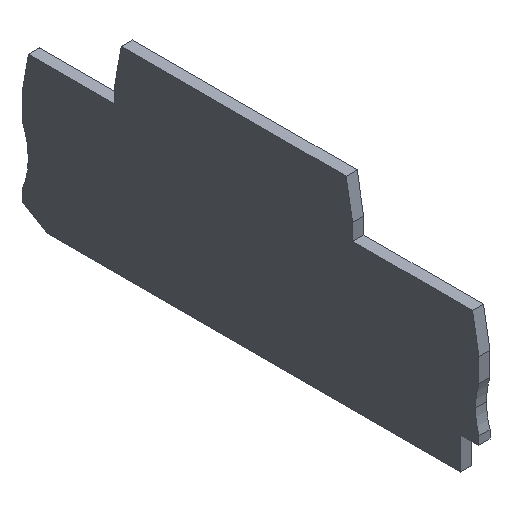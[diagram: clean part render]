
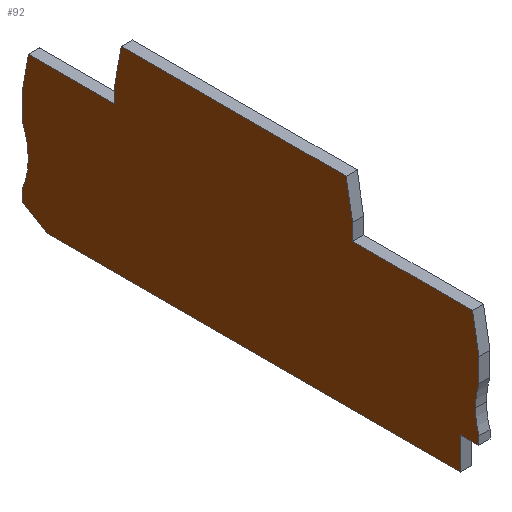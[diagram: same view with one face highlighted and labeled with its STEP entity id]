
A CAD part, isometric view. The second image highlights one B-rep face of the part: STEP entity #92.
In plain terms, the highlighted planar face has unit normal (-1, 0, 0).
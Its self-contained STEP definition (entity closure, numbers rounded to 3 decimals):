
#92=ADVANCED_FACE('',(#178),#179,.T.);
#178=FACE_OUTER_BOUND('',#255,.T.);
#179=PLANE('',#256);
#255=EDGE_LOOP('',(#453,#454,#455,#456,#457,#458,#459,#460,#461,#462,#463,#464,#465,#466,#467,#468,#469,#470,#471,#472,#473));
#256=AXIS2_PLACEMENT_3D('',#474,#475,#476);
#453=ORIENTED_EDGE('',*,*,#549,.T.);
#454=ORIENTED_EDGE('',*,*,#538,.T.);
#455=ORIENTED_EDGE('',*,*,#531,.T.);
#456=ORIENTED_EDGE('',*,*,#524,.T.);
#457=ORIENTED_EDGE('',*,*,#516,.T.);
#458=ORIENTED_EDGE('',*,*,#506,.T.);
#459=ORIENTED_EDGE('',*,*,#498,.F.);
#460=ORIENTED_EDGE('',*,*,#487,.F.);
#461=ORIENTED_EDGE('',*,*,#491,.T.);
#462=ORIENTED_EDGE('',*,*,#510,.T.);
#463=ORIENTED_EDGE('',*,*,#520,.T.);
#464=ORIENTED_EDGE('',*,*,#526,.T.);
#465=ORIENTED_EDGE('',*,*,#502,.T.);
#466=ORIENTED_EDGE('',*,*,#493,.T.);
#467=ORIENTED_EDGE('',*,*,#551,.T.);
#468=ORIENTED_EDGE('',*,*,#545,.T.);
#469=ORIENTED_EDGE('',*,*,#557,.T.);
#470=ORIENTED_EDGE('',*,*,#536,.T.);
#471=ORIENTED_EDGE('',*,*,#560,.T.);
#472=ORIENTED_EDGE('',*,*,#480,.T.);
#473=ORIENTED_EDGE('',*,*,#555,.T.);
#474=CARTESIAN_POINT('',(0.0,59.749,39.016));
#475=DIRECTION('',(-1.0,0.,0.));
#476=DIRECTION('',(0.,0.,-1.0));
#480=EDGE_CURVE('',#569,#566,#570,.T.);
#487=EDGE_CURVE('',#580,#576,#582,.T.);
#491=EDGE_CURVE('',#580,#586,#588,.T.);
#493=EDGE_CURVE('',#590,#591,#592,.T.);
#498=EDGE_CURVE('',#576,#599,#600,.T.);
#502=EDGE_CURVE('',#605,#590,#606,.T.);
#506=EDGE_CURVE('',#611,#599,#612,.T.);
#510=EDGE_CURVE('',#586,#617,#618,.T.);
#516=EDGE_CURVE('',#624,#611,#627,.T.);
#520=EDGE_CURVE('',#617,#631,#633,.T.);
#524=EDGE_CURVE('',#636,#624,#639,.T.);
#526=EDGE_CURVE('',#631,#605,#641,.T.);
#531=EDGE_CURVE('',#645,#636,#648,.T.);
#536=EDGE_CURVE('',#651,#655,#657,.T.);
#538=EDGE_CURVE('',#659,#645,#660,.T.);
#545=EDGE_CURVE('',#666,#670,#672,.T.);
#549=EDGE_CURVE('',#675,#659,#678,.T.);
#551=EDGE_CURVE('',#591,#666,#680,.T.);
#555=EDGE_CURVE('',#566,#675,#684,.T.);
#557=EDGE_CURVE('',#670,#651,#686,.T.);
#560=EDGE_CURVE('',#655,#569,#689,.T.);
#566=VERTEX_POINT('',#695);
#569=VERTEX_POINT('',#699);
#570=CIRCLE('',#700,15.0);
#576=VERTEX_POINT('',#707);
#580=VERTEX_POINT('',#712);
#582=CIRCLE('',#715,15.0);
#586=VERTEX_POINT('',#720);
#588=LINE('',#723,#724);
#590=VERTEX_POINT('',#726);
#591=VERTEX_POINT('',#727);
#592=LINE('',#728,#729);
#599=VERTEX_POINT('',#739);
#600=CIRCLE('',#740,15.0);
#605=VERTEX_POINT('',#746);
#606=LINE('',#747,#748);
#611=VERTEX_POINT('',#755);
#612=LINE('',#756,#757);
#617=VERTEX_POINT('',#764);
#618=LINE('',#765,#766);
#624=VERTEX_POINT('',#774);
#627=LINE('',#779,#780);
#631=VERTEX_POINT('',#785);
#633=LINE('',#788,#789);
#636=VERTEX_POINT('',#792);
#639=LINE('',#797,#798);
#641=LINE('',#800,#801);
#645=VERTEX_POINT('',#806);
#648=LINE('',#811,#812);
#651=VERTEX_POINT('',#815);
#655=VERTEX_POINT('',#821);
#657=LINE('',#824,#825);
#659=VERTEX_POINT('',#827);
#660=LINE('',#828,#829);
#666=VERTEX_POINT('',#837);
#670=VERTEX_POINT('',#843);
#672=LINE('',#846,#847);
#675=VERTEX_POINT('',#850);
#678=LINE('',#855,#856);
#680=LINE('',#858,#859);
#684=CIRCLE('',#864,15.0);
#686=LINE('',#866,#867);
#689=LINE('',#871,#872);
#695=CARTESIAN_POINT('',(0.,89.898,11.));
#699=CARTESIAN_POINT('',(0.0,91.15,17.));
#700=AXIS2_PLACEMENT_3D('',#879,#880,#881);
#707=CARTESIAN_POINT('',(0.,0.691,12.5));
#712=CARTESIAN_POINT('',(0.0,0.,17.));
#715=AXIS2_PLACEMENT_3D('',#891,#892,#893);
#720=CARTESIAN_POINT('',(0.0,0.,21.7));
#723=CARTESIAN_POINT('',(0.0,0.,38.2));
#724=VECTOR('',#896,1.0);
#726=CARTESIAN_POINT('',(0.0,26.496,39.65));
#727=CARTESIAN_POINT('',(0.0,71.354,39.65));
#728=CARTESIAN_POINT('',(0.0,61.621,39.65));
#729=VECTOR('',#897,1.0);
#739=CARTESIAN_POINT('',(0.0,0.0,8.));
#740=AXIS2_PLACEMENT_3D('',#901,#902,#903);
#746=CARTESIAN_POINT('',(0.0,25.2,32.3));
#747=CARTESIAN_POINT('',(0.0,26.24,38.2));
#748=VECTOR('',#908,1.0);
#755=CARTESIAN_POINT('',(0.0,0.0,6.4));
#756=CARTESIAN_POINT('',(0.0,0.0,38.2));
#757=VECTOR('',#911,1.0);
#764=CARTESIAN_POINT('',(0.0,1.296,29.05));
#765=CARTESIAN_POINT('',(0.0,2.909,38.2));
#766=VECTOR('',#914,1.0);
#774=CARTESIAN_POINT('',(0.0,3.6,6.4));
#779=CARTESIAN_POINT('',(0.0,61.621,6.4));
#780=VECTOR('',#919,1.0);
#785=CARTESIAN_POINT('',(0.0,25.2,29.05));
#788=CARTESIAN_POINT('',(0.0,61.621,29.05));
#789=VECTOR('',#922,1.0);
#792=CARTESIAN_POINT('',(0.0,3.6,0.));
#797=CARTESIAN_POINT('',(0.0,3.6,38.2));
#798=VECTOR('',#925,1.0);
#800=CARTESIAN_POINT('',(0.0,25.2,38.2));
#801=VECTOR('',#926,1.0);
#806=CARTESIAN_POINT('',(0.0,86.045,0.));
#811=CARTESIAN_POINT('',(0.0,61.621,0.));
#812=VECTOR('',#930,1.0);
#815=CARTESIAN_POINT('',(0.0,89.854,29.05));
#821=CARTESIAN_POINT('',(0.0,91.15,21.7));
#824=CARTESIAN_POINT('',(0.0,88.241,38.2));
#825=VECTOR('',#934,1.0);
#827=CARTESIAN_POINT('',(0.0,91.15,3.));
#828=CARTESIAN_POINT('',(0.0,61.621,-14.352));
#829=VECTOR('',#935,1.0);
#837=CARTESIAN_POINT('',(0.0,72.65,32.3));
#843=CARTESIAN_POINT('',(0.0,72.65,29.05));
#846=CARTESIAN_POINT('',(0.0,72.65,38.2));
#847=VECTOR('',#941,1.0);
#850=CARTESIAN_POINT('',(0.0,91.15,5.));
#855=CARTESIAN_POINT('',(0.0,91.15,38.2));
#856=VECTOR('',#944,1.0);
#858=CARTESIAN_POINT('',(0.0,71.61,38.2));
#859=VECTOR('',#945,1.0);
#864=AXIS2_PLACEMENT_3D('',#950,#951,#952);
#866=CARTESIAN_POINT('',(0.0,61.621,29.05));
#867=VECTOR('',#953,1.0);
#871=CARTESIAN_POINT('',(0.0,91.15,38.2));
#872=VECTOR('',#955,1.0);
#879=CARTESIAN_POINT('',(0.0,104.898,11.));
#880=DIRECTION('',(1.0,0.,0.));
#881=DIRECTION('',(0.,1.0,0.));
#891=CARTESIAN_POINT('',(0.0,-14.309,12.5));
#892=DIRECTION('',(-1.0,0.,0.));
#893=DIRECTION('',(0.,-1.0,0.));
#896=DIRECTION('',(0.,0.,1.0));
#897=DIRECTION('',(0.,1.0,0.));
#901=CARTESIAN_POINT('',(0.0,-14.309,12.5));
#902=DIRECTION('',(-1.0,0.,0.));
#903=DIRECTION('',(0.,-1.0,0.));
#908=DIRECTION('',(0.,0.174,0.985));
#911=DIRECTION('',(0.,0.,1.0));
#914=DIRECTION('',(0.,0.174,0.985));
#919=DIRECTION('',(0.,-1.0,0.));
#922=DIRECTION('',(0.,1.0,0.));
#925=DIRECTION('',(0.,0.,1.0));
#926=DIRECTION('',(0.,0.,1.0));
#930=DIRECTION('',(0.,-1.0,0.));
#934=DIRECTION('',(0.,0.174,-0.985));
#935=DIRECTION('',(0.,-0.862,-0.507));
#941=DIRECTION('',(0.,0.,-1.0));
#944=DIRECTION('',(0.,0.,-1.0));
#945=DIRECTION('',(0.,0.174,-0.985));
#950=CARTESIAN_POINT('',(0.0,104.898,11.));
#951=DIRECTION('',(1.0,0.,0.));
#952=DIRECTION('',(0.,1.0,0.));
#953=DIRECTION('',(0.,1.0,0.));
#955=DIRECTION('',(0.,0.,-1.0));
